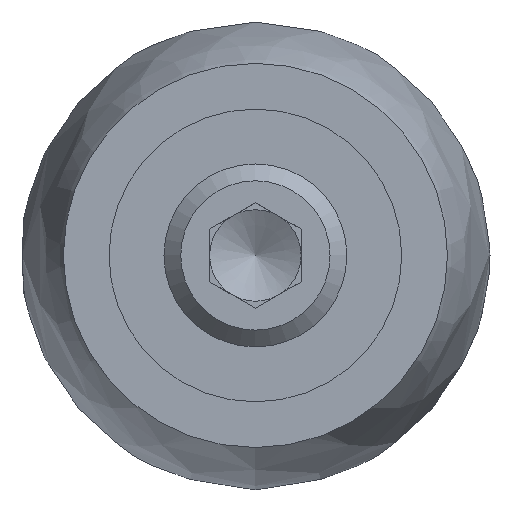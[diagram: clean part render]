
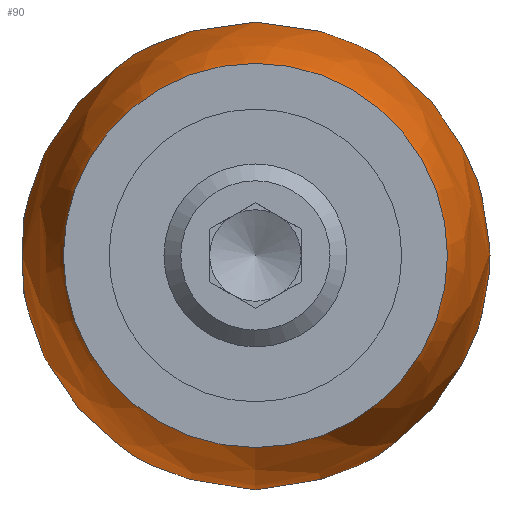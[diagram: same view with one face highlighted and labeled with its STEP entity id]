
A CAD part, left-side view. The second image highlights one B-rep face of the part: STEP entity #90.
In plain terms, the highlighted free-form (B-spline) face has degree [3, 3] with [4, 7] control points.
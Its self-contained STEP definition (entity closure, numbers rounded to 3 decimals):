
#90 = ADVANCED_FACE( '', ( #185, #186 ), #187, .T. );
#185 = FACE_OUTER_BOUND( '', #309, .T. );
#186 = FACE_OUTER_BOUND( '', #310, .T. );
#187 = ( BOUNDED_SURFACE(  )B_SPLINE_SURFACE( 3, 3, ( ( #313, #314, #315, #316, #317, #318, #319 ), ( #320, #321, #322, #323, #324, #325, #326 ), ( #327, #328, #329, #330, #331, #332, #333 ), ( #334, #335, #336, #337, #338, #339, #340 ) ), .UNSPECIFIED., .F., .T., .F. )B_SPLINE_SURFACE_WITH_KNOTS( ( 4, 4 ), ( 4, 3, 4 ), ( 0., 6.283 ), ( -0.501, 0.166, 0.832 ), .UNSPECIFIED. )GEOMETRIC_REPRESENTATION_ITEM(  )RATIONAL_B_SPLINE_SURFACE( ( ( 1., 0.333, 0.333, 1., 0.333, 0.333, 1. ), ( 0.857, 0.286, 0.286, 0.857, 0.286, 0.286, 0.857 ), ( 0.857, 0.286, 0.286, 0.857, 0.286, 0.286, 0.857 ), ( 1., 0.333, 0.333, 1., 0.333, 0.333, 1. ) ) )REPRESENTATION_ITEM( '' )SURFACE(  ) );
#309 = EDGE_LOOP( '', ( #512 ) );
#310 = EDGE_LOOP( '', ( #513 ) );
#313 = CARTESIAN_POINT( '', ( 82.349, 0., -1.987 ) );
#314 = CARTESIAN_POINT( '', ( 82.349, 3.974, -1.987 ) );
#315 = CARTESIAN_POINT( '', ( 82.349, 3.974, 1.987 ) );
#316 = CARTESIAN_POINT( '', ( 82.349, 0., 1.987 ) );
#317 = CARTESIAN_POINT( '', ( 82.349, -3.974, 1.987 ) );
#318 = CARTESIAN_POINT( '', ( 82.349, -3.974, -1.987 ) );
#319 = CARTESIAN_POINT( '', ( 82.349, 0., -1.987 ) );
#320 = CARTESIAN_POINT( '', ( 71.613, 0., -13.777 ) );
#321 = CARTESIAN_POINT( '', ( 71.613, 27.555, -13.777 ) );
#322 = CARTESIAN_POINT( '', ( 71.613, 27.555, 13.777 ) );
#323 = CARTESIAN_POINT( '', ( 71.613, 0., 13.777 ) );
#324 = CARTESIAN_POINT( '', ( 71.613, -27.555, 13.777 ) );
#325 = CARTESIAN_POINT( '', ( 71.613, -27.555, -13.777 ) );
#326 = CARTESIAN_POINT( '', ( 71.613, 0., -13.777 ) );
#327 = CARTESIAN_POINT( '', ( 55.887, 0., -16.407 ) );
#328 = CARTESIAN_POINT( '', ( 55.887, 32.814, -16.407 ) );
#329 = CARTESIAN_POINT( '', ( 55.887, 32.814, 16.407 ) );
#330 = CARTESIAN_POINT( '', ( 55.887, 0., 16.407 ) );
#331 = CARTESIAN_POINT( '', ( 55.887, -32.814, 16.407 ) );
#332 = CARTESIAN_POINT( '', ( 55.887, -32.814, -16.407 ) );
#333 = CARTESIAN_POINT( '', ( 55.887, 0., -16.407 ) );
#334 = CARTESIAN_POINT( '', ( 41.9, 0., -8.75 ) );
#335 = CARTESIAN_POINT( '', ( 41.9, 17.5, -8.75 ) );
#336 = CARTESIAN_POINT( '', ( 41.9, 17.5, 8.75 ) );
#337 = CARTESIAN_POINT( '', ( 41.9, 0., 8.75 ) );
#338 = CARTESIAN_POINT( '', ( 41.9, -17.5, 8.75 ) );
#339 = CARTESIAN_POINT( '', ( 41.9, -17.5, -8.75 ) );
#340 = CARTESIAN_POINT( '', ( 41.9, 0., -8.75 ) );
#512 = ORIENTED_EDGE( '', *, *, #585, .T. );
#513 = ORIENTED_EDGE( '', *, *, #572, .F. );
#572 = EDGE_CURVE( '', #660, #660, #661, .T. );
#585 = EDGE_CURVE( '', #676, #676, #677, .T. );
#660 = VERTEX_POINT( '', #775 );
#661 = CIRCLE( '', #776, 1.987 );
#676 = VERTEX_POINT( '', #792 );
#677 = CIRCLE( '', #793, 8.75 );
#775 = CARTESIAN_POINT( '', ( 82.349, 0., -1.987 ) );
#776 = AXIS2_PLACEMENT_3D( '', #851, #852, #853 );
#792 = CARTESIAN_POINT( '', ( 41.9, 0., -8.75 ) );
#793 = AXIS2_PLACEMENT_3D( '', #867, #868, #869 );
#851 = CARTESIAN_POINT( '', ( 82.349, 0., 0. ) );
#852 = DIRECTION( '', ( 1., 0., 0. ) );
#853 = DIRECTION( '', ( 0., 0., -1. ) );
#867 = CARTESIAN_POINT( '', ( 41.9, 0., 0. ) );
#868 = DIRECTION( '', ( 1., 0., 0. ) );
#869 = DIRECTION( '', ( 0., 0., -1. ) );
